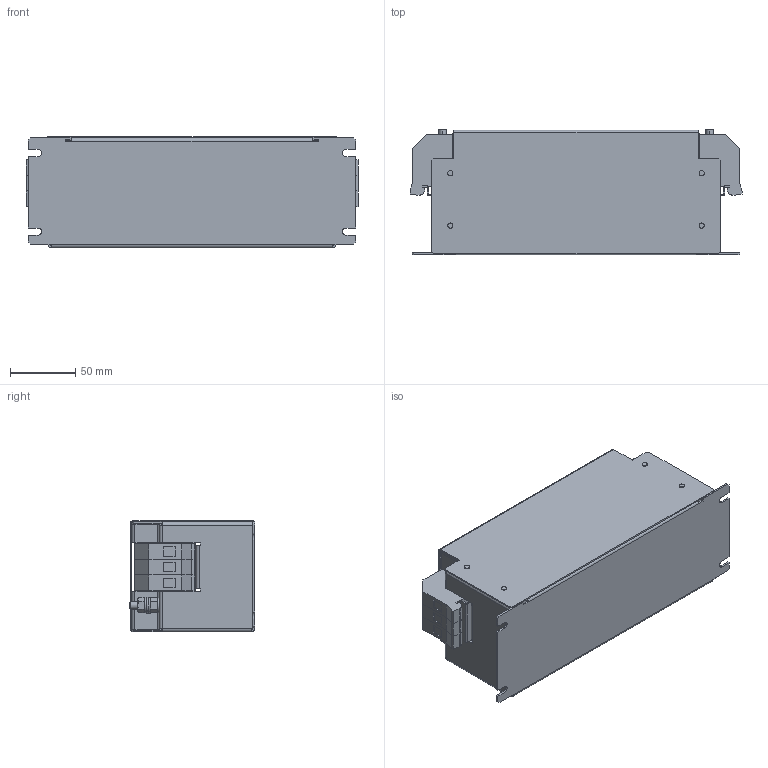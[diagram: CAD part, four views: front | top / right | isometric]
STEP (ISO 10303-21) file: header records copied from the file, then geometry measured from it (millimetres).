
FILE_DESCRIPTION (( 'STEP AP214' ), '1' );
FILE_NAME ('192254.STEP', '2020-05-28T21:36:50', ( '' ), ( '' ), 'SwSTEP 2.0', 'SolidWorks 2018', '' );
FILE_SCHEMA (( 'AUTOMOTIVE_DESIGN' ));
Length unit declared in the file: millimetre
Products named in the file (1): 192254
Bounding box: 253.6 x 95.8 x 85.5 mm (x, y, z)
Volume: 278221.6 mm3; surface area: 211234 mm2
Topology: 1 solids, 1 shells, 1000 faces, 2489 edges, 1458 vertices
Faces by surface type: plane 734, cylinder 146, cone 64, bspline 48, torus 8
Entity records: 29884 total; most frequent: CARTESIAN_POINT 6789, ORIENTED_EDGE 4882, DIRECTION 4581, EDGE_CURVE 2441, LINE 1737, VECTOR 1737, VERTEX_POINT 1458, AXIS2_PLACEMENT_3D 1422
